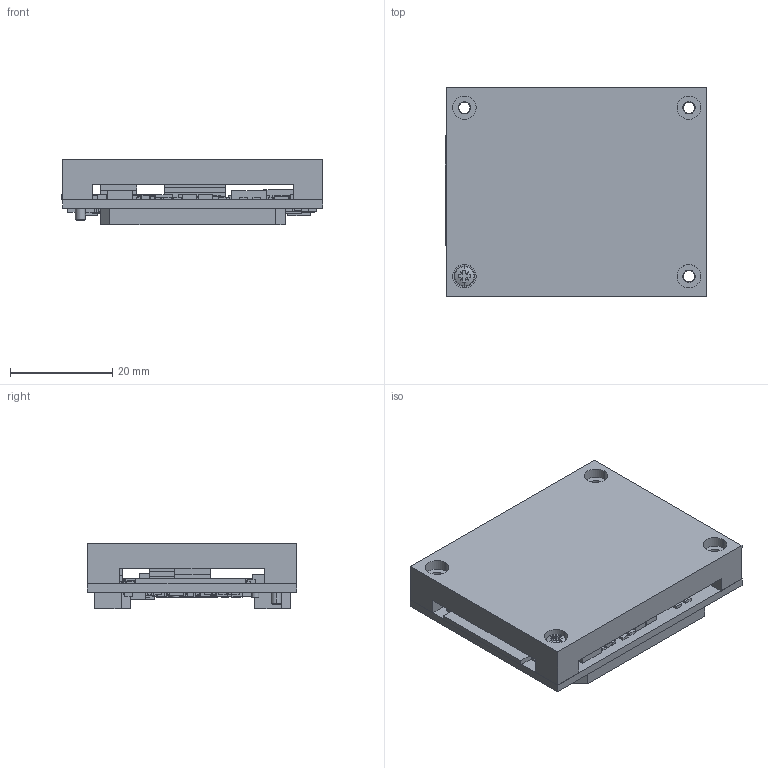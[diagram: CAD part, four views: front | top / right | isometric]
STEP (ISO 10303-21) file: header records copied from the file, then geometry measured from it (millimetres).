
FILE_DESCRIPTION(('STEP AP214'),'1');
FILE_NAME('121008_kühlkörper_XK028_mit_plat_3d.STP','2013-05-24T10:54:33',(' '),(' '),'Spatial InterOp 3D',' ',' ');
FILE_SCHEMA(('automotive_design'));
Length unit declared in the file: millimetre
Products named in the file (9): Platine 1347.1; Quader; Leitpad 2; Leitpad 1; BGA16-50-AC3-1; XK028 Heatspreader PCM-049; Linsenschraube DIN 7985 M2x10
Bounding box: 51.27 x 41 x 12.9 mm (x, y, z)
Volume: 16563.1 mm3; surface area: 14204.4 mm2
Topology: 9 solids, 9 shells, 1846 faces, 4527 edges, 3015 vertices
Faces by surface type: plane 1772, cylinder 62, cone 8, torus 2, sphere 2
Entity records: 68372 total; most frequent: CARTESIAN_POINT 9397, ORIENTED_EDGE 9054, DIRECTION 8438, EDGE_CURVE 4527, LINE 4326, VECTOR 4326, VERTEX_POINT 3015, EDGE_LOOP 2178
